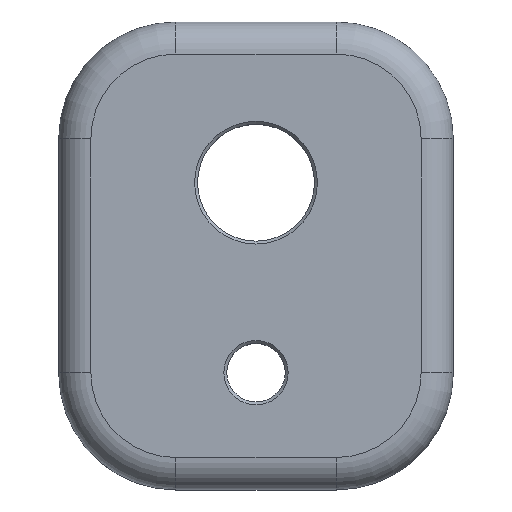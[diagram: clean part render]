
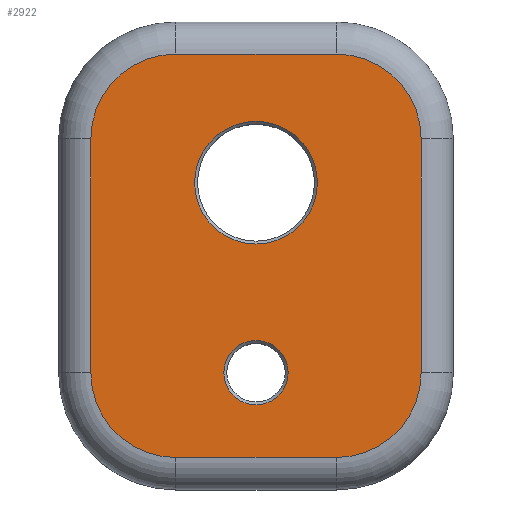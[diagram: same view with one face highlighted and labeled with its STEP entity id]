
A CAD part, top view. The second image highlights one B-rep face of the part: STEP entity #2922.
In plain terms, the highlighted planar face has unit normal (0, 0, 1).
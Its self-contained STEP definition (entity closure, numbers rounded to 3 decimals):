
#101=FACE_BOUND('',#430,.T.);
#102=FACE_BOUND('',#431,.T.);
#146=PLANE('',#3207);
#240=FACE_OUTER_BOUND('',#429,.T.);
#429=EDGE_LOOP('',(#2223,#2224,#2225,#2226,#2227,#2228,#2229,#2230));
#430=EDGE_LOOP('',(#2231));
#431=EDGE_LOOP('',(#2232));
#619=LINE('',#4798,#822);
#631=LINE('',#4832,#834);
#635=LINE('',#4848,#838);
#665=LINE('',#4968,#868);
#822=VECTOR('',#3707,10.);
#834=VECTOR('',#3743,10.);
#838=VECTOR('',#3763,10.);
#868=VECTOR('',#3867,10.);
#1021=CIRCLE('',#3145,58.);
#1029=CIRCLE('',#3158,58.);
#1034=CIRCLE('',#3167,58.);
#1037=CIRCLE('',#3174,58.);
#1053=CIRCLE('',#3208,22.);
#1054=CIRCLE('',#3209,42.);
#1224=VERTEX_POINT('',#4779);
#1227=VERTEX_POINT('',#4784);
#1231=VERTEX_POINT('',#4796);
#1239=VERTEX_POINT('',#4822);
#1241=VERTEX_POINT('',#4830);
#1242=VERTEX_POINT('',#4836);
#1245=VERTEX_POINT('',#4841);
#1247=VERTEX_POINT('',#4854);
#1283=VERTEX_POINT('',#4971);
#1284=VERTEX_POINT('',#4973);
#1532=EDGE_CURVE('',#1227,#1224,#1021,.T.);
#1538=EDGE_CURVE('',#1231,#1227,#619,.T.);
#1553=EDGE_CURVE('',#1239,#1231,#1029,.T.);
#1557=EDGE_CURVE('',#1241,#1239,#631,.T.);
#1562=EDGE_CURVE('',#1245,#1242,#1034,.T.);
#1565=EDGE_CURVE('',#1224,#1245,#635,.T.);
#1569=EDGE_CURVE('',#1247,#1241,#1037,.T.);
#1619=EDGE_CURVE('',#1242,#1247,#665,.T.);
#1621=EDGE_CURVE('',#1283,#1283,#1053,.T.);
#1622=EDGE_CURVE('',#1284,#1284,#1054,.T.);
#2223=ORIENTED_EDGE('',*,*,#1532,.F.);
#2224=ORIENTED_EDGE('',*,*,#1538,.F.);
#2225=ORIENTED_EDGE('',*,*,#1553,.F.);
#2226=ORIENTED_EDGE('',*,*,#1557,.F.);
#2227=ORIENTED_EDGE('',*,*,#1569,.F.);
#2228=ORIENTED_EDGE('',*,*,#1619,.F.);
#2229=ORIENTED_EDGE('',*,*,#1562,.F.);
#2230=ORIENTED_EDGE('',*,*,#1565,.F.);
#2231=ORIENTED_EDGE('',*,*,#1621,.F.);
#2232=ORIENTED_EDGE('',*,*,#1622,.F.);
#2922=ADVANCED_FACE('',(#240,#101,#102),#146,.T.);
#3145=AXIS2_PLACEMENT_3D('',#4786,#3694,#3695);
#3158=AXIS2_PLACEMENT_3D('',#4824,#3733,#3734);
#3167=AXIS2_PLACEMENT_3D('',#4843,#3755,#3756);
#3174=AXIS2_PLACEMENT_3D('',#4856,#3773,#3774);
#3207=AXIS2_PLACEMENT_3D('',#4970,#3869,#3870);
#3208=AXIS2_PLACEMENT_3D('',#4972,#3871,#3872);
#3209=AXIS2_PLACEMENT_3D('',#4974,#3873,#3874);
#3694=DIRECTION('center_axis',(0.,0.,-1.));
#3695=DIRECTION('ref_axis',(-0.707,-0.707,0.));
#3707=DIRECTION('',(-1.,0.,0.));
#3733=DIRECTION('center_axis',(0.,0.,-1.));
#3734=DIRECTION('ref_axis',(0.707,-0.707,0.));
#3743=DIRECTION('',(0.,-1.,0.));
#3755=DIRECTION('center_axis',(0.,0.,-1.));
#3756=DIRECTION('ref_axis',(-0.707,0.707,0.));
#3763=DIRECTION('',(0.,1.,0.));
#3773=DIRECTION('center_axis',(0.,0.,-1.));
#3774=DIRECTION('ref_axis',(0.707,0.707,0.));
#3867=DIRECTION('',(1.,0.,0.));
#3869=DIRECTION('center_axis',(0.,0.,1.));
#3870=DIRECTION('ref_axis',(1.,0.,0.));
#3871=DIRECTION('center_axis',(0.,0.,1.));
#3872=DIRECTION('ref_axis',(-1.,0.,0.));
#3873=DIRECTION('center_axis',(0.,0.,1.));
#3874=DIRECTION('ref_axis',(-1.,0.,0.));
#4779=CARTESIAN_POINT('',(-113.,-80.,150.));
#4784=CARTESIAN_POINT('',(-55.,-138.,150.));
#4786=CARTESIAN_POINT('Origin',(-55.,-80.,150.));
#4796=CARTESIAN_POINT('',(55.,-138.,150.));
#4798=CARTESIAN_POINT('',(-67.5,-138.,150.));
#4822=CARTESIAN_POINT('',(113.,-80.,150.));
#4824=CARTESIAN_POINT('Origin',(55.,-80.,150.));
#4830=CARTESIAN_POINT('',(113.,80.,150.));
#4832=CARTESIAN_POINT('',(113.,-80.,150.));
#4836=CARTESIAN_POINT('',(-55.,138.,150.));
#4841=CARTESIAN_POINT('',(-113.,80.,150.));
#4843=CARTESIAN_POINT('Origin',(-55.,80.,150.));
#4848=CARTESIAN_POINT('',(-113.,80.,150.));
#4854=CARTESIAN_POINT('',(55.,138.,150.));
#4856=CARTESIAN_POINT('Origin',(55.,80.,150.));
#4968=CARTESIAN_POINT('',(67.5,138.,150.));
#4970=CARTESIAN_POINT('Origin',(0.,0.,
150.));
#4971=CARTESIAN_POINT('',(22.,-80.,150.));
#4972=CARTESIAN_POINT('Origin',(0.,-80.,
150.));
#4973=CARTESIAN_POINT('',(42.,50.,150.));
#4974=CARTESIAN_POINT('Origin',(0.,50.,150.));
